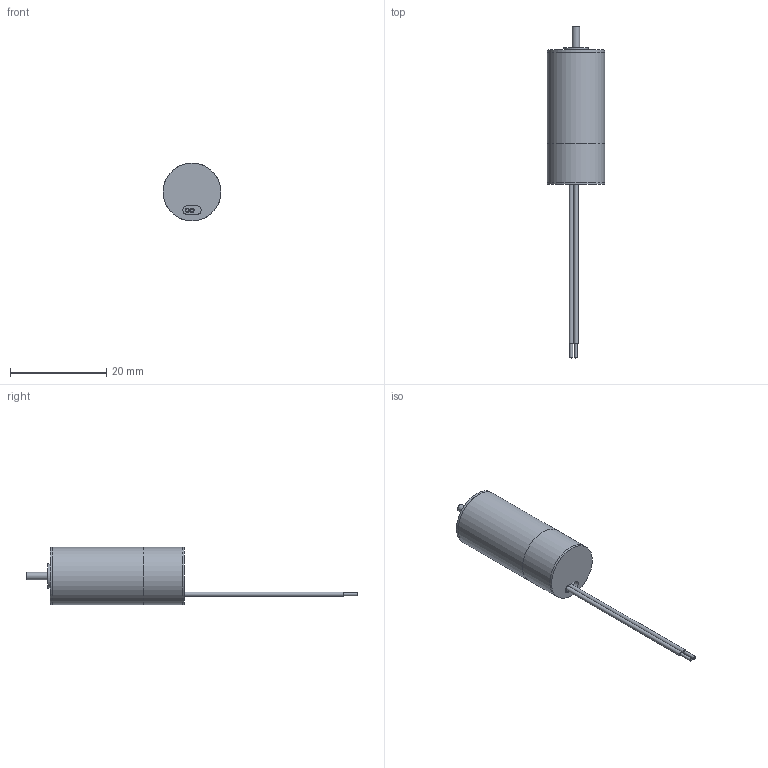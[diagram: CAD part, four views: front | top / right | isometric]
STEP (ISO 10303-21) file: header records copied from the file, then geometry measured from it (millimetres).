
FILE_DESCRIPTION (( 'STEP AP203' ), '1' );
FILE_NAME ('ECD1228 3D芞.STEP', '2025-12-03T03:27:46', ( 'Windows 蚚誧' ), ( 'Organization' ), 'SwSTEP 2.0', 'SolidWorks 2020', '' );
FILE_SCHEMA (( 'CONFIG_CONTROL_DESIGN' ));
Length unit declared in the file: millimetre
Products named in the file (11): 01.14.0406 傷赽盄; 01.10.0001 粣; 01.14.0396 傷赽盄; 01.01.0001 ヶ傷裔; 01.02.0179 囀离綴傷裔; 01.06.0004 粣創; 01.07.0001 儂褲; 05.01.0054 ECD12驱动板; 01.02.0180 囀离帣傷裔; 01.05.0015 O型圈; ECD1228 3Dͼ
Assembly tree (11 placements, depth 2):
  ECD1228 3Dͼ
    01.07.0001 儂褲
    01.01.0001 ヶ傷裔
    01.02.0179 囀离綴傷裔
    01.06.0004 粣創  x2
    01.10.0001 粣
    01.14.0406 傷赽盄
    01.02.0180 囀离帣傷裔
    01.14.0396 傷赽盄
    05.01.0054 ECD12驱动板
    01.05.0015 O型圈
Bounding box: 12 x 69.14 x 12 mm (x, y, z)
Volume: 1289.1 mm3; surface area: 3850.4 mm2
Topology: 14 solids, 14 shells, 142 faces, 249 edges, 162 vertices
Faces by surface type: plane 67, cylinder 58, torus 11, cone 6
Full cylindrical faces by diameter (mm): 0.5 x5, 0.58 x1, 0.6 x2, 0.7 x3, 0.8 x2, 0.9 x2, 1.25 x2, 1.5 x3, 2.5 x2, 4 x5, 5 x2, 10 x2, 10.5 x2, 11 x8, 11.1 x1, 11.3 x4, 12 x4
Entity records: 4099 total; most frequent: DIRECTION 584, CARTESIAN_POINT 456, ORIENTED_EDGE 328, AXIS2_PLACEMENT_3D 272, EDGE_LOOP 238, FACE_OUTER_BOUND 187, EDGE_CURVE 164, VERTEX_POINT 144
